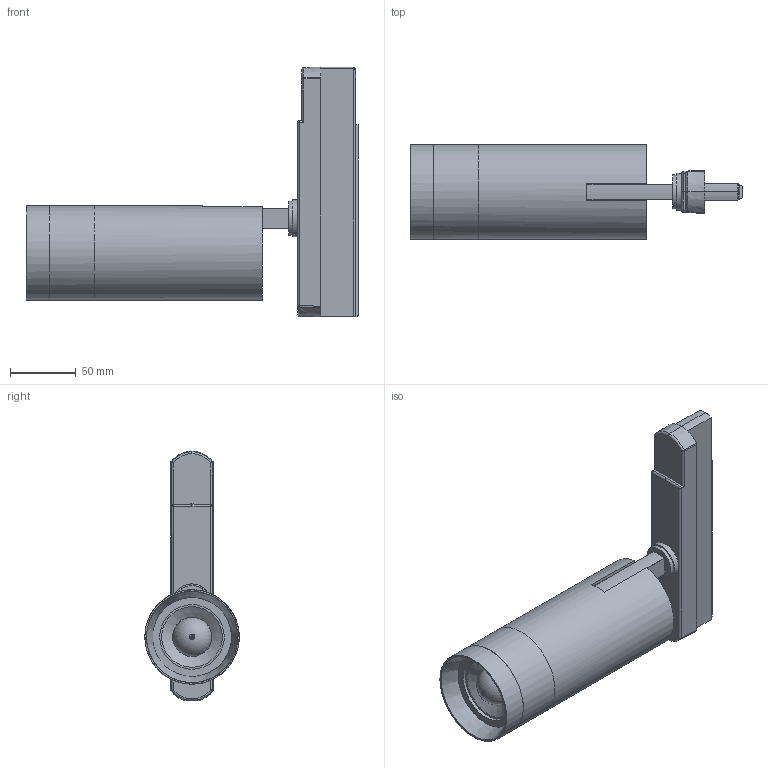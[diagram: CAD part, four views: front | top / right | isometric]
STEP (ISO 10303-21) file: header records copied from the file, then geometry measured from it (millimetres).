
FILE_DESCRIPTION (( 'STEP AP214' ), '1' );
FILE_NAME ('TL_ZOOM_DIM_20W_93040.STEP', '2025-07-25T07:13:32', ( '' ), ( '' ), 'SwSTEP 2.0', 'SolidWorks 2024', '' );
FILE_SCHEMA (( 'AUTOMOTIVE_DESIGN' ));
Length unit declared in the file: millimetre
Products named in the file (1): TL_ZOOM_DIM_20W_93040
Bounding box: 252.92 x 72 x 190.37 mm (x, y, z)
Volume: 904179.2 mm3; surface area: 148534.3 mm2
Topology: 8 solids, 8 shells, 119 faces, 259 edges, 164 vertices
Faces by surface type: plane 53, cylinder 37, cone 11, torus 8, bspline 6, sphere 4
Full cylindrical faces by diameter (mm): 28.2 x1, 49.2 x1, 52.2 x1, 52.6 x1, 59.2 x1, 60 x1, 60.2 x2, 64.8 x1, 65 x1, 67.2 x1, 67.4 x1, 71.8 x2, 72 x1
Entity records: 3450 total; most frequent: CARTESIAN_POINT 949, DIRECTION 495, ORIENTED_EDGE 454, EDGE_CURVE 227, AXIS2_PLACEMENT_3D 205, EDGE_LOOP 156, VERTEX_POINT 155, FACE_OUTER_BOUND 134
